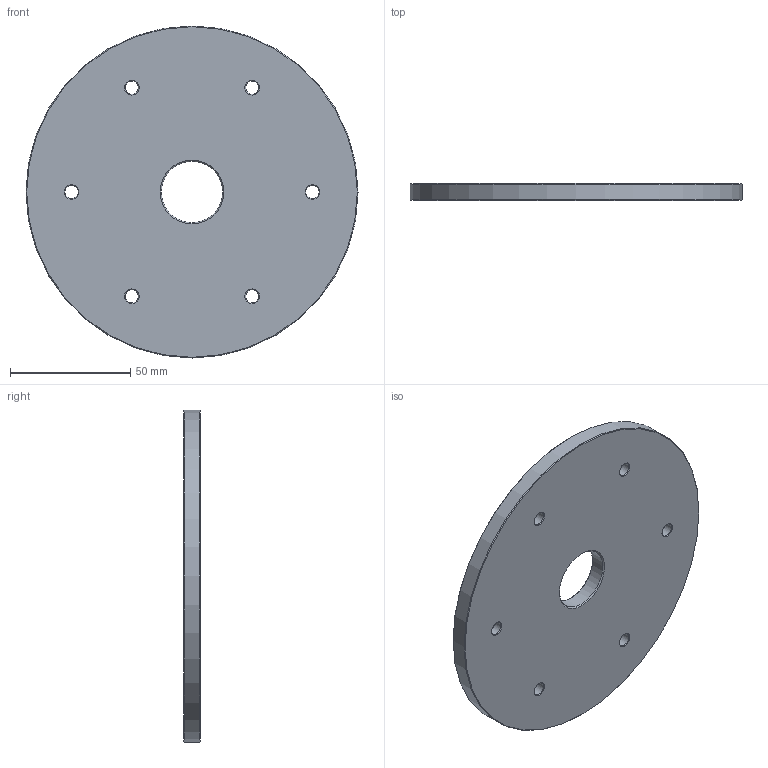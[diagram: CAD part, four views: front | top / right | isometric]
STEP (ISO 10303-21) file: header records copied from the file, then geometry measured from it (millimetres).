
FILE_DESCRIPTION (( 'STEP AP214' ), '1' );
FILE_NAME ('STARK_804 281_B.STEP', '2021-08-11T11:40:23', ( '' ), ( '' ), 'SwSTEP 2.0', 'SolidWorks 2019', '' );
FILE_SCHEMA (( 'AUTOMOTIVE_DESIGN' ));
Length unit declared in the file: millimetre
Products named in the file (1): STARK_804 281_B
Bounding box: 137.8 x 7 x 137.8 mm (x, y, z)
Volume: 99099.3 mm3; surface area: 32509.2 mm2
Topology: 1 solids, 1 shells, 26 faces, 56 edges, 32 vertices
Faces by surface type: cone 16, cylinder 8, plane 2
Full cylindrical faces by diameter (mm): 5.5 x6, 25.5 x1, 137.8 x1
Entity records: 646 total; most frequent: DIRECTION 118, CARTESIAN_POINT 91, EDGE_LOOP 64, ORIENTED_EDGE 64, AXIS2_PLACEMENT_3D 59, FACE_OUTER_BOUND 34, EDGE_CURVE 32, CIRCLE 32
